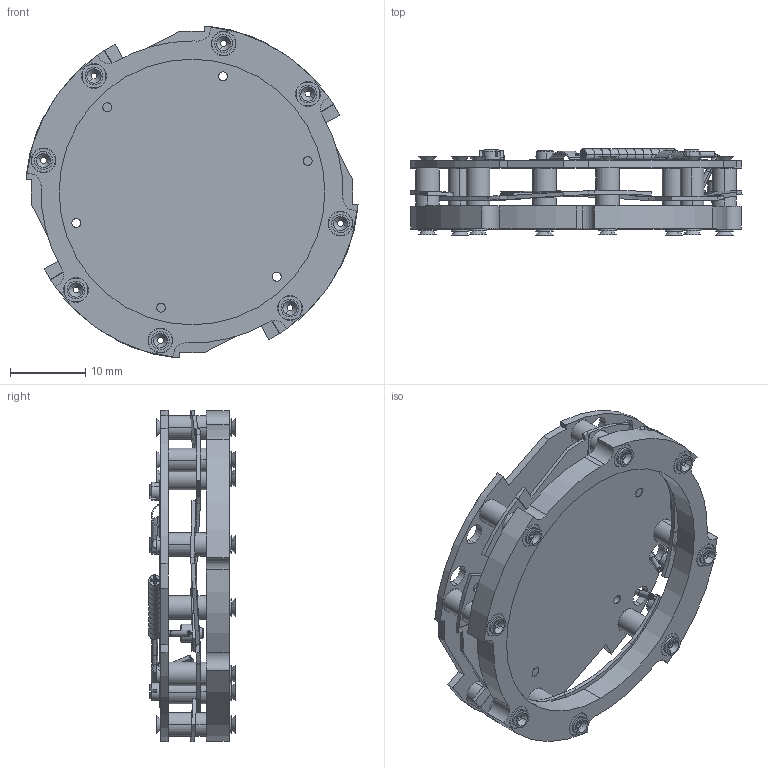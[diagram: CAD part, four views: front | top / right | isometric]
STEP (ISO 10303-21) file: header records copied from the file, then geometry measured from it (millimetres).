
FILE_DESCRIPTION (( 'STEP AP214' ), '1' );
FILE_NAME ('SN102089-22, STLCP-TTC-1.74-1_MO.STEP', '2020-05-08T16:06:40', ( '' ), ( '' ), 'SwSTEP 2.0', 'SolidWorks 2010', '' );
FILE_SCHEMA (( 'AUTOMOTIVE_DESIGN' ));
Length unit declared in the file: inch
Products named in the file (1): SN102089-22, STLCP-TTC-1.74-1_MO
Bounding box: 44.06 x 11.46 x 44.06 mm (x, y, z)
Surface area: 7382.8 mm2 (no closed solid volume)
Topology: 0 solids, 86 shells, 708 faces, 1820 edges, 1183 vertices
Faces by surface type: cylinder 374, plane 195, cone 103, torus 24, bspline 12
Entity records: 31059 total; most frequent: DIRECTION 4131, CARTESIAN_POINT 4040, ORIENTED_EDGE 3182, EDGE_CURVE 1812, AXIS2_PLACEMENT_3D 1706, VERTEX_POINT 1183, CIRCLE 1009, EDGE_LOOP 873
